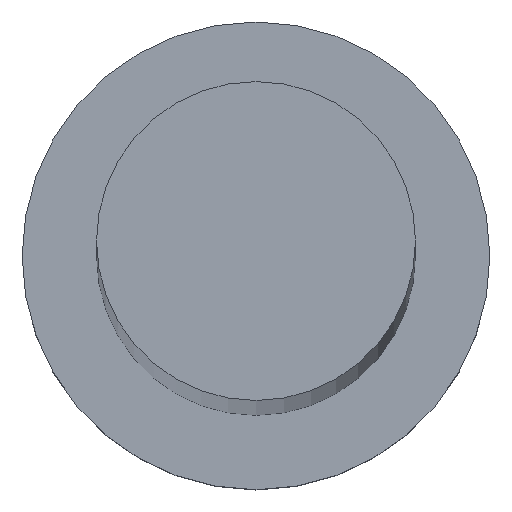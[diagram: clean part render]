
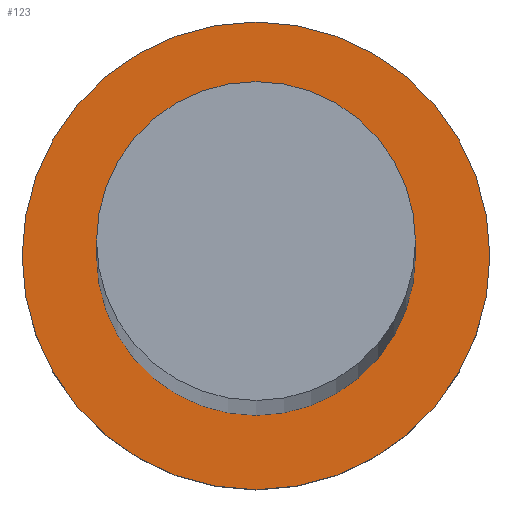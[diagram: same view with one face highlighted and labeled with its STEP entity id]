
A CAD part, top view. The second image highlights one B-rep face of the part: STEP entity #123.
In plain terms, the highlighted planar face has unit normal (0, 0, 1).
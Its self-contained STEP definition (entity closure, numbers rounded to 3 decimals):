
#2 = DIRECTION ( 'NONE',  ( 0., 0., 1. ) ) ;
#9 = CARTESIAN_POINT ( 'NONE',  ( 0., 0., 7. ) ) ;
#14 = CIRCLE ( 'NONE', #163, 7.5 ) ;
#15 = ORIENTED_EDGE ( 'NONE', *, *, #67, .T. ) ;
#18 = DIRECTION ( 'NONE',  ( 1., 0., 0. ) ) ;
#19 = DIRECTION ( 'NONE',  ( 0., 0., 1. ) ) ;
#21 = DIRECTION ( 'NONE',  ( 0., 0., 1. ) ) ;
#23 = CIRCLE ( 'NONE', #217, 11. ) ;
#26 = CARTESIAN_POINT ( 'NONE',  ( 0., 0., 7. ) ) ;
#52 = ORIENTED_EDGE ( 'NONE', *, *, #81, .F. ) ;
#54 = ORIENTED_EDGE ( 'NONE', *, *, #151, .F. ) ;
#56 = DIRECTION ( 'NONE',  ( 1., 0., 0. ) ) ;
#60 = DIRECTION ( 'NONE',  ( 1., 0., 0. ) ) ;
#67 = EDGE_CURVE ( 'NONE', #190, #113, #165, .T. ) ;
#73 = DIRECTION ( 'NONE',  ( 0., 0., 1. ) ) ;
#81 = EDGE_CURVE ( 'NONE', #242, #94, #211, .T. ) ;
#86 = EDGE_LOOP ( 'NONE', ( #15, #131 ) ) ;
#94 = VERTEX_POINT ( 'NONE', #225 ) ;
#102 = CARTESIAN_POINT ( 'NONE',  ( 0., 0., 7. ) ) ;
#113 = VERTEX_POINT ( 'NONE', #168 ) ;
#121 = DIRECTION ( 'NONE',  ( 1., 0., 0. ) ) ;
#123 = ADVANCED_FACE ( 'NONE', ( #134, #253 ), #143, .T. ) ;
#126 = AXIS2_PLACEMENT_3D ( 'NONE', #9, #73, #18 ) ;
#128 = AXIS2_PLACEMENT_3D ( 'NONE', #180, #2, #176 ) ;
#131 = ORIENTED_EDGE ( 'NONE', *, *, #239, .T. ) ;
#134 = FACE_BOUND ( 'NONE', #208, .T. ) ;
#139 = CARTESIAN_POINT ( 'NONE',  ( 0., 0., 7. ) ) ;
#143 = PLANE ( 'NONE',  #128 ) ;
#147 = AXIS2_PLACEMENT_3D ( 'NONE', #139, #21, #56 ) ;
#151 = EDGE_CURVE ( 'NONE', #94, #242, #14, .T. ) ;
#160 = DIRECTION ( 'NONE',  ( 0., 0., 1. ) ) ;
#162 = CARTESIAN_POINT ( 'NONE',  ( 7.5, 0., 7. ) ) ;
#163 = AXIS2_PLACEMENT_3D ( 'NONE', #102, #160, #60 ) ;
#165 = CIRCLE ( 'NONE', #147, 11. ) ;
#168 = CARTESIAN_POINT ( 'NONE',  ( 11., 0., 7. ) ) ;
#176 = DIRECTION ( 'NONE',  ( 1., 0., 0. ) ) ;
#178 = CARTESIAN_POINT ( 'NONE',  ( -11., 0., 7. ) ) ;
#180 = CARTESIAN_POINT ( 'NONE',  ( 0., 0., 7. ) ) ;
#190 = VERTEX_POINT ( 'NONE', #178 ) ;
#208 = EDGE_LOOP ( 'NONE', ( #54, #52 ) ) ;
#211 = CIRCLE ( 'NONE', #126, 7.5 ) ;
#217 = AXIS2_PLACEMENT_3D ( 'NONE', #26, #19, #121 ) ;
#225 = CARTESIAN_POINT ( 'NONE',  ( -7.5, 0., 7. ) ) ;
#239 = EDGE_CURVE ( 'NONE', #113, #190, #23, .T. ) ;
#242 = VERTEX_POINT ( 'NONE', #162 ) ;
#253 = FACE_OUTER_BOUND ( 'NONE', #86, .T. ) ;
